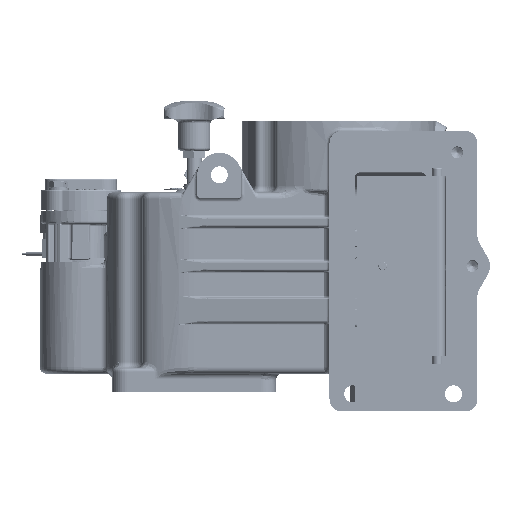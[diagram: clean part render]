
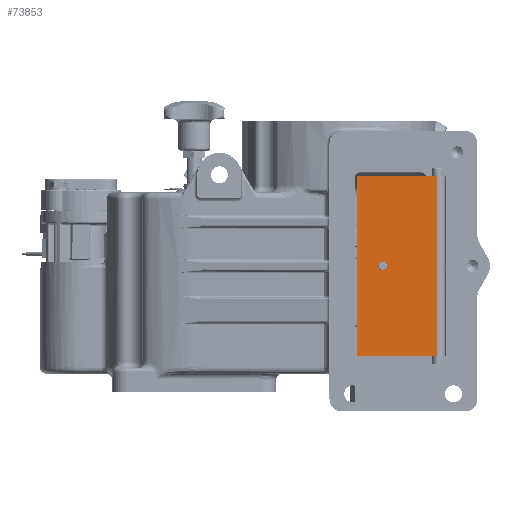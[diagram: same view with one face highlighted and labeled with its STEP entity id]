
A CAD part, front view. The second image highlights one B-rep face of the part: STEP entity #73853.
In plain terms, the highlighted planar face has unit normal (0, -1, 0).
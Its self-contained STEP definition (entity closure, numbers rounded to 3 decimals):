
#67221 = EDGE_CURVE ( 'NONE', #279460, #279451, #255765, .T. ) ;
#67225 = EDGE_CURVE ( 'NONE', #279428, #279430, #255775, .T. ) ;
#67230 = EDGE_CURVE ( 'NONE', #279430, #279428, #255785, .T. ) ;
#67239 = EDGE_CURVE ( 'NONE', #279457, #279454, #255783, .T. ) ;
#67241 = EDGE_CURVE ( 'NONE', #279451, #279454, #255792, .T. ) ;
#67243 = EDGE_CURVE ( 'NONE', #279460, #279457, #255805, .T. ) ;
#73853 = ADVANCED_FACE ( 'NONE', ( #116318, #116343 ), #215642, .F. ) ;
#85294 = EDGE_LOOP ( 'NONE', ( #189014, #188958, #188971, #188978 ) ) ;
#85939 = EDGE_LOOP ( 'NONE', ( #188957, #188946 ) ) ;
#116318 = FACE_BOUND ( 'NONE', #85939, .T. ) ;
#116343 = FACE_OUTER_BOUND ( 'NONE', #85294, .T. ) ;
#124425 = AXIS2_PLACEMENT_3D ( 'NONE', #278801, #278804, #278805 ) ;
#124430 = AXIS2_PLACEMENT_3D ( 'NONE', #278794, #278796, #278797 ) ;
#188946 = ORIENTED_EDGE ( 'NONE', *, *, #67230, .F. ) ;
#188957 = ORIENTED_EDGE ( 'NONE', *, *, #67225, .F. ) ;
#188958 = ORIENTED_EDGE ( 'NONE', *, *, #67239, .F. ) ;
#188971 = ORIENTED_EDGE ( 'NONE', *, *, #67243, .F. ) ;
#188978 = ORIENTED_EDGE ( 'NONE', *, *, #67221, .T. ) ;
#189014 = ORIENTED_EDGE ( 'NONE', *, *, #67241, .T. ) ;
#215639 = CARTESIAN_POINT ( 'NONE',  ( 78.25, -94.5, 71.5 ) ) ;
#215642 = PLANE ( 'NONE',  #281838 ) ;
#215670 = DIRECTION ( 'NONE',  ( 0., 1., 0. ) ) ;
#215673 = DIRECTION ( 'NONE',  ( -1., 0., 0. ) ) ;
#255759 = VECTOR ( 'NONE', #278793, 1000. ) ;
#255765 = LINE ( 'NONE', #278792, #255759 ) ;
#255775 = CIRCLE ( 'NONE', #124430, 2.3 ) ;
#255783 = LINE ( 'NONE', #278813, #255798 ) ;
#255785 = CIRCLE ( 'NONE', #124425, 2.3 ) ;
#255792 = LINE ( 'NONE', #278815, #255802 ) ;
#255798 = VECTOR ( 'NONE', #278816, 1000. ) ;
#255802 = VECTOR ( 'NONE', #278817, 1000. ) ;
#255805 = LINE ( 'NONE', #278819, #255807 ) ;
#255807 = VECTOR ( 'NONE', #278820, 1000. ) ;
#278792 = CARTESIAN_POINT ( 'NONE',  ( 14.75, -94.5, 71.5 ) ) ;
#278793 = DIRECTION ( 'NONE',  ( 0., 0., -1. ) ) ;
#278794 = CARTESIAN_POINT ( 'NONE',  ( 34.75, -94.5, 0. ) ) ;
#278796 = DIRECTION ( 'NONE',  ( 0., -1., 0. ) ) ;
#278797 = DIRECTION ( 'NONE',  ( -1., 0., 0. ) ) ;
#278801 = CARTESIAN_POINT ( 'NONE',  ( 34.75, -94.5, 0. ) ) ;
#278804 = DIRECTION ( 'NONE',  ( 0., -1., 0. ) ) ;
#278805 = DIRECTION ( 'NONE',  ( -1., 0., 0. ) ) ;
#278813 = CARTESIAN_POINT ( 'NONE',  ( 78.25, -94.5, 71.5 ) ) ;
#278815 = CARTESIAN_POINT ( 'NONE',  ( 78.25, -94.5, -71.5 ) ) ;
#278816 = DIRECTION ( 'NONE',  ( 0., 0., -1. ) ) ;
#278817 = DIRECTION ( 'NONE',  ( 1., 0., 0. ) ) ;
#278819 = CARTESIAN_POINT ( 'NONE',  ( 78.25, -94.5, 71.5 ) ) ;
#278820 = DIRECTION ( 'NONE',  ( 1., 0., 0. ) ) ;
#279428 = VERTEX_POINT ( 'NONE', #284853 ) ;
#279430 = VERTEX_POINT ( 'NONE', #284857 ) ;
#279451 = VERTEX_POINT ( 'NONE', #284893 ) ;
#279454 = VERTEX_POINT ( 'NONE', #284897 ) ;
#279457 = VERTEX_POINT ( 'NONE', #284900 ) ;
#279460 = VERTEX_POINT ( 'NONE', #284904 ) ;
#281838 = AXIS2_PLACEMENT_3D ( 'NONE', #215639, #215670, #215673 ) ;
#284853 = CARTESIAN_POINT ( 'NONE',  ( 32.45, -94.5, 0. ) ) ;
#284857 = CARTESIAN_POINT ( 'NONE',  ( 37.05, -94.5, 0. ) ) ;
#284893 = CARTESIAN_POINT ( 'NONE',  ( 14.75, -94.5, -71.5 ) ) ;
#284897 = CARTESIAN_POINT ( 'NONE',  ( 78.25, -94.5, -71.5 ) ) ;
#284900 = CARTESIAN_POINT ( 'NONE',  ( 78.25, -94.5, 71.5 ) ) ;
#284904 = CARTESIAN_POINT ( 'NONE',  ( 14.75, -94.5, 71.5 ) ) ;
